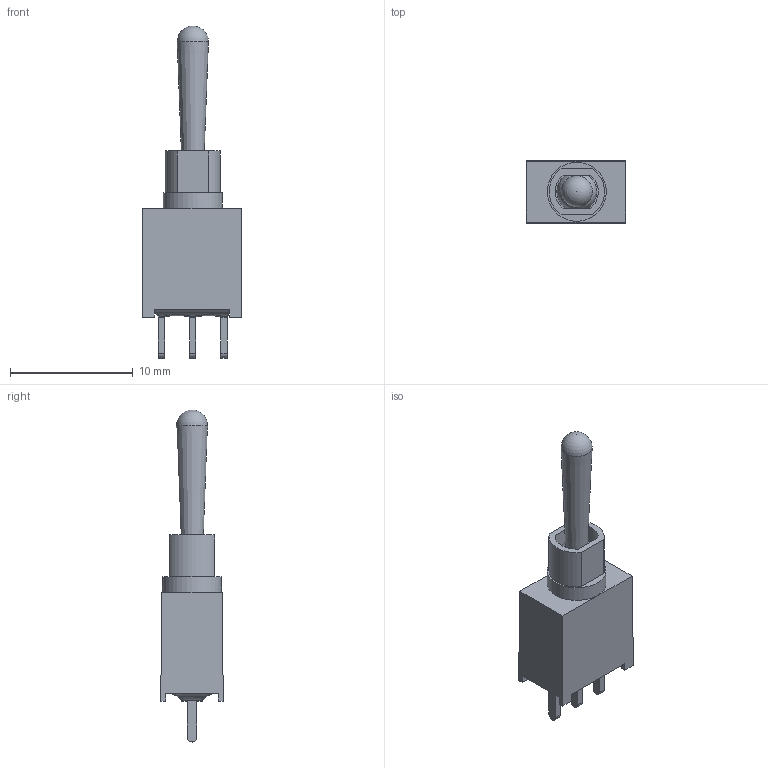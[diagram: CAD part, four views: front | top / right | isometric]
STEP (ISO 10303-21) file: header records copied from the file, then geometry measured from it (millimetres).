
FILE_DESCRIPTION((' '),'2;1');
FILE_NAME('200AWMSPxT1A1M2xE.stp','2017-07-19T14:50:11',(' '),(' '),' ','ACIS',' ');
FILE_SCHEMA(('CONFIG_CONTROL_DESIGN'));
Length unit declared in the file: inch
Products named in the file (1): 200AWMSPxT1A1M2xE.stp
Bounding box: 8.13 x 5.08 x 27 mm (x, y, z)
Volume: 444.7 mm3; surface area: 521.3 mm2
Topology: 1 solids, 1 shells, 100 faces, 277 edges, 185 vertices
Faces by surface type: plane 75, cylinder 14, bspline 8, sphere 2, cone 1
Full cylindrical faces by diameter (mm): 4.8 x1
Entity records: 3998 total; most frequent: CARTESIAN_POINT 1361, ORIENTED_EDGE 542, DIRECTION 486, EDGE_CURVE 271, VECTOR 200, LINE 200, VERTEX_POINT 183, AXIS2_PLACEMENT_3D 143
